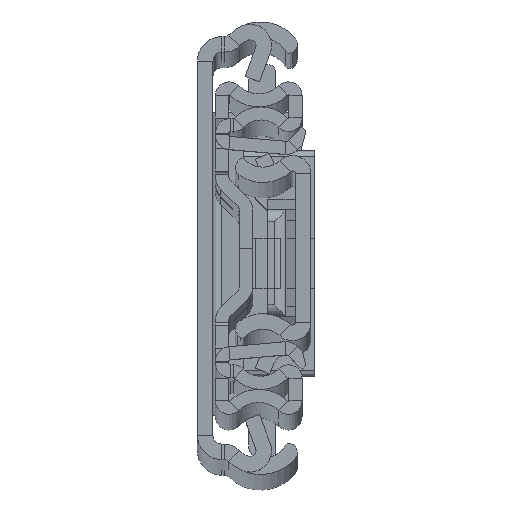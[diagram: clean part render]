
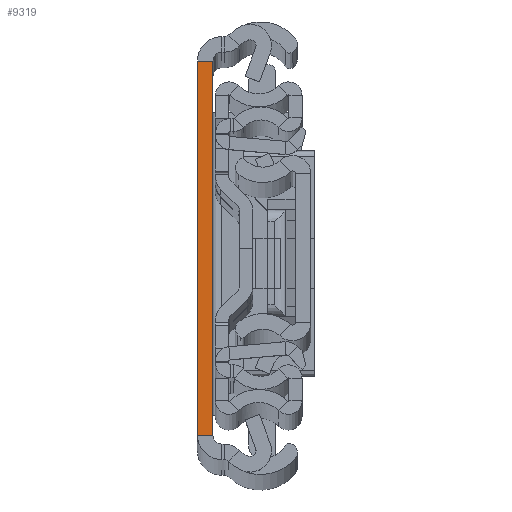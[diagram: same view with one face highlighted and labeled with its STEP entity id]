
A CAD part, top view. The second image highlights one B-rep face of the part: STEP entity #9319.
In plain terms, the highlighted planar face has unit normal (0, 0, 1).
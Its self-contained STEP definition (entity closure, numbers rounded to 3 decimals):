
#495 = VECTOR ( 'NONE', #12224, 1000. ) ;
#1103 = EDGE_LOOP ( 'NONE', ( #9066, #17004, #4900, #12683 ) ) ;
#1584 = CARTESIAN_POINT ( 'NONE',  ( 0., -31.5, 0. ) ) ;
#1608 = FACE_OUTER_BOUND ( 'NONE', #1103, .T. ) ;
#1857 = DIRECTION ( 'NONE',  ( 1., 0., 0. ) ) ;
#2240 = EDGE_CURVE ( 'NONE', #2264, #17475, #6664, .T. ) ;
#2264 = VERTEX_POINT ( 'NONE', #8208 ) ;
#2709 = CARTESIAN_POINT ( 'NONE',  ( 2.6, -31.5, 0. ) ) ;
#4017 = DIRECTION ( 'NONE',  ( 0., 1., 0. ) ) ;
#4292 = VERTEX_POINT ( 'NONE', #5420 ) ;
#4312 = EDGE_CURVE ( 'NONE', #4292, #2264, #5514, .T. ) ;
#4355 = DIRECTION ( 'NONE',  ( 0., 0., -1. ) ) ;
#4900 = ORIENTED_EDGE ( 'NONE', *, *, #4312, .T. ) ;
#5420 = CARTESIAN_POINT ( 'NONE',  ( 0., -31.5, 0. ) ) ;
#5481 = CARTESIAN_POINT ( 'NONE',  ( 2.6, -31.5, 0. ) ) ;
#5514 = LINE ( 'NONE', #9793, #8821 ) ;
#6416 = AXIS2_PLACEMENT_3D ( 'NONE', #2709, #4355, #9550 ) ;
#6664 = LINE ( 'NONE', #5481, #495 ) ;
#7123 = EDGE_CURVE ( 'NONE', #8665, #17475, #8785, .T. ) ;
#8208 = CARTESIAN_POINT ( 'NONE',  ( 2.6, -31.5, 0. ) ) ;
#8665 = VERTEX_POINT ( 'NONE', #10487 ) ;
#8719 = EDGE_CURVE ( 'NONE', #4292, #8665, #14088, .T. ) ;
#8785 = LINE ( 'NONE', #14354, #17302 ) ;
#8821 = VECTOR ( 'NONE', #11069, 1000. ) ;
#9066 = ORIENTED_EDGE ( 'NONE', *, *, #7123, .F. ) ;
#9319 = ADVANCED_FACE ( 'NONE', ( #1608 ), #15393, .F. ) ;
#9550 = DIRECTION ( 'NONE',  ( 0., 1., 0. ) ) ;
#9793 = CARTESIAN_POINT ( 'NONE',  ( 2.6, -31.5, 0. ) ) ;
#10487 = CARTESIAN_POINT ( 'NONE',  ( 0., 31.5, 0. ) ) ;
#11069 = DIRECTION ( 'NONE',  ( 1., 0., 0. ) ) ;
#12224 = DIRECTION ( 'NONE',  ( 0., 1., 0. ) ) ;
#12683 = ORIENTED_EDGE ( 'NONE', *, *, #2240, .T. ) ;
#14088 = LINE ( 'NONE', #1584, #14850 ) ;
#14354 = CARTESIAN_POINT ( 'NONE',  ( 2.6, 31.5, 0. ) ) ;
#14850 = VECTOR ( 'NONE', #4017, 1000. ) ;
#15393 = PLANE ( 'NONE',  #6416 ) ;
#17004 = ORIENTED_EDGE ( 'NONE', *, *, #8719, .F. ) ;
#17302 = VECTOR ( 'NONE', #1857, 1000. ) ;
#17475 = VERTEX_POINT ( 'NONE', #17502 ) ;
#17502 = CARTESIAN_POINT ( 'NONE',  ( 2.6, 31.5, 0. ) ) ;
